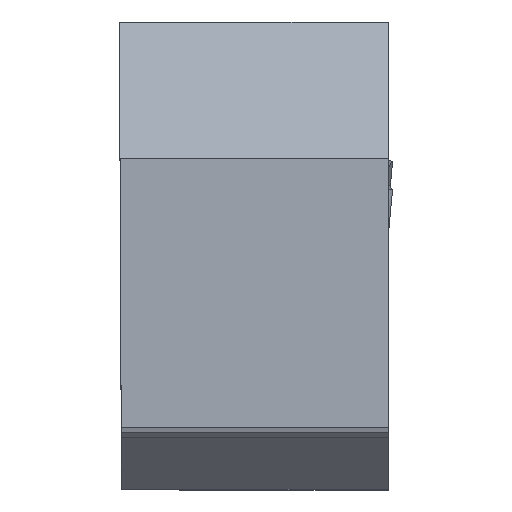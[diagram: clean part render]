
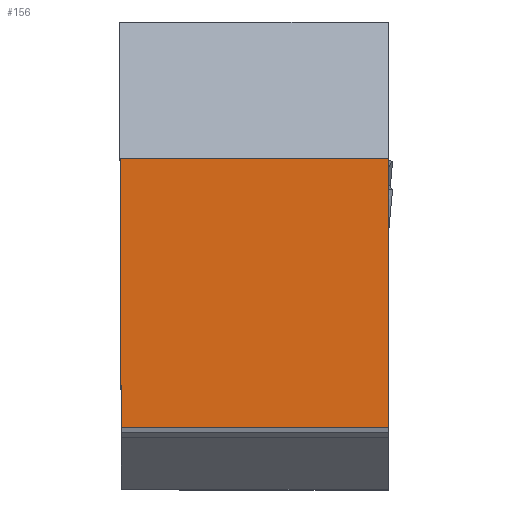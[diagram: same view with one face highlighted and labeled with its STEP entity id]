
A CAD part, top view. The second image highlights one B-rep face of the part: STEP entity #156.
In plain terms, the highlighted planar face has unit normal (0, 0, 1).
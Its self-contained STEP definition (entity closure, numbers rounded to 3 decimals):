
#156=ADVANCED_FACE('BLANK_BOXF006',(#271),#220,.T.);
#220=PLANE('',#1463);
#271=FACE_OUTER_BOUND('',#337,.T.);
#337=EDGE_LOOP('',(#500,#501,#502,#503));
#500=ORIENTED_EDGE('',*,*,#953,.T.);
#501=ORIENTED_EDGE('',*,*,#974,.F.);
#502=ORIENTED_EDGE('',*,*,#913,.T.);
#503=ORIENTED_EDGE('',*,*,#975,.T.);
#790=VERTEX_POINT('',#1894);
#791=VERTEX_POINT('',#1896);
#825=VERTEX_POINT('',#1981);
#826=VERTEX_POINT('',#1983);
#913=EDGE_CURVE('',#791,#790,#1098,.T.);
#953=EDGE_CURVE('',#826,#825,#1130,.T.);
#974=EDGE_CURVE('',#791,#825,#1148,.T.);
#975=EDGE_CURVE('',#790,#826,#1149,.T.);
#1098=LINE('',#1895,#1239);
#1130=LINE('',#1982,#1271);
#1148=LINE('',#2036,#1289);
#1149=LINE('',#2037,#1290);
#1239=VECTOR('',#1548,1.);
#1271=VECTOR('',#1606,1.);
#1289=VECTOR('',#1642,1.);
#1290=VECTOR('',#1643,1.);
#1463=AXIS2_PLACEMENT_3D('',#2038,#1644,#1645);
#1548=DIRECTION('',(0.,1.,0.));
#1606=DIRECTION('',(0.004,-1.,0.));
#1642=DIRECTION('',(-1.,0.,0.));
#1643=DIRECTION('',(-1.,0.,0.));
#1644=DIRECTION('',(0.,0.,1.));
#1645=DIRECTION('',(1.,0.,0.));
#1894=CARTESIAN_POINT('',(9.425,9.425,0.));
#1895=CARTESIAN_POINT('',(9.425,15.425,0.));
#1896=CARTESIAN_POINT('',(9.425,0.,0.));
#1981=CARTESIAN_POINT('',(0.041,0.,0.));
#1982=CARTESIAN_POINT('',(-0.027,15.521,0.));
#1983=CARTESIAN_POINT('',(0.,9.425,0.));
#2036=CARTESIAN_POINT('',(-22.,0.,0.));
#2037=CARTESIAN_POINT('',(-22.,9.425,0.));
#2038=CARTESIAN_POINT('',(-22.,15.425,0.));
